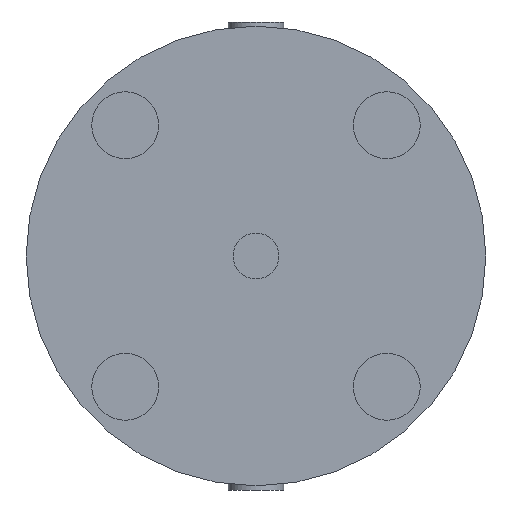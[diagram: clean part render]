
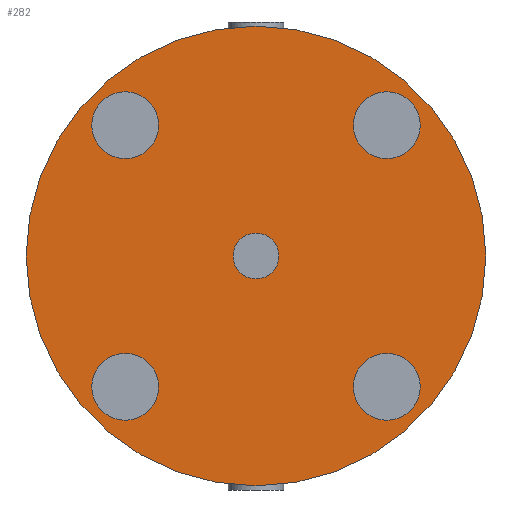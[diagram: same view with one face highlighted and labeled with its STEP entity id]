
A CAD part, front view. The second image highlights one B-rep face of the part: STEP entity #282.
In plain terms, the highlighted planar face has unit normal (0, -1, 0).
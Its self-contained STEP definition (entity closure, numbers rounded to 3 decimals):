
#5 = EDGE_CURVE ( 'NONE', #1382, #433, #420, .T. ) ;
#13 = ORIENTED_EDGE ( 'NONE', *, *, #425, .F. ) ;
#24 = EDGE_LOOP ( 'NONE', ( #1139, #426 ) ) ;
#52 = CARTESIAN_POINT ( 'NONE',  ( 3.13, 0., 3.13 ) ) ;
#60 = AXIS2_PLACEMENT_3D ( 'NONE', #1030, #381, #1147 ) ;
#63 = CARTESIAN_POINT ( 'NONE',  ( 0., 0., 0. ) ) ;
#74 = DIRECTION ( 'NONE',  ( 0., 0., -1. ) ) ;
#93 = VERTEX_POINT ( 'NONE', #1228 ) ;
#100 = EDGE_LOOP ( 'NONE', ( #13, #414 ) ) ;
#102 = FACE_OUTER_BOUND ( 'NONE', #24, .T. ) ;
#106 = ORIENTED_EDGE ( 'NONE', *, *, #484, .F. ) ;
#142 = FACE_BOUND ( 'NONE', #100, .T. ) ;
#153 = EDGE_LOOP ( 'NONE', ( #415, #106 ) ) ;
#185 = CARTESIAN_POINT ( 'NONE',  ( 3.13, 0., 3.13 ) ) ;
#186 = DIRECTION ( 'NONE',  ( 0., -1., 0. ) ) ;
#194 = PLANE ( 'NONE',  #319 ) ;
#195 = EDGE_CURVE ( 'NONE', #93, #1085, #215, .T. ) ;
#215 = CIRCLE ( 'NONE', #454, 5.5 ) ;
#230 = AXIS2_PLACEMENT_3D ( 'NONE', #185, #848, #74 ) ;
#241 = CIRCLE ( 'NONE', #1168, 0.8 ) ;
#252 = CIRCLE ( 'NONE', #543, 0.8 ) ;
#255 = DIRECTION ( 'NONE',  ( 0., -1., 0. ) ) ;
#258 = CARTESIAN_POINT ( 'NONE',  ( -3.13, 0., 2.33 ) ) ;
#282 = ADVANCED_FACE ( 'NONE', ( #142, #1016, #978, #694, #411, #102 ), #194, .T. ) ;
#287 = CARTESIAN_POINT ( 'NONE',  ( -3.13, 0., 3.13 ) ) ;
#295 = ORIENTED_EDGE ( 'NONE', *, *, #5, .F. ) ;
#299 = DIRECTION ( 'NONE',  ( 0., 0., -1. ) ) ;
#312 = DIRECTION ( 'NONE',  ( 0., 0., -1. ) ) ;
#319 = AXIS2_PLACEMENT_3D ( 'NONE', #1075, #419, #1190 ) ;
#358 = VERTEX_POINT ( 'NONE', #1198 ) ;
#375 = DIRECTION ( 'NONE',  ( 0., -1., 0. ) ) ;
#381 = DIRECTION ( 'NONE',  ( 0., -1., 0. ) ) ;
#391 = DIRECTION ( 'NONE',  ( 0., 0., -1. ) ) ;
#411 = FACE_BOUND ( 'NONE', #153, .T. ) ;
#414 = ORIENTED_EDGE ( 'NONE', *, *, #1241, .F. ) ;
#415 = ORIENTED_EDGE ( 'NONE', *, *, #1320, .F. ) ;
#419 = DIRECTION ( 'NONE',  ( 0., -1., 0. ) ) ;
#420 = CIRCLE ( 'NONE', #1095, 0.8 ) ;
#421 = VERTEX_POINT ( 'NONE', #659 ) ;
#425 = EDGE_CURVE ( 'NONE', #1248, #674, #1385, .T. ) ;
#426 = ORIENTED_EDGE ( 'NONE', *, *, #195, .T. ) ;
#431 = EDGE_CURVE ( 'NONE', #1025, #661, #241, .T. ) ;
#433 = VERTEX_POINT ( 'NONE', #1096 ) ;
#444 = DIRECTION ( 'NONE',  ( 0., -1., 0. ) ) ;
#454 = AXIS2_PLACEMENT_3D ( 'NONE', #849, #186, #948 ) ;
#470 = CARTESIAN_POINT ( 'NONE',  ( -3.13, 0., 3.13 ) ) ;
#484 = EDGE_CURVE ( 'NONE', #421, #358, #675, .T. ) ;
#497 = CARTESIAN_POINT ( 'NONE',  ( 0., 0., 0. ) ) ;
#516 = CARTESIAN_POINT ( 'NONE',  ( -3.13, 0., -3.13 ) ) ;
#520 = EDGE_CURVE ( 'NONE', #661, #1025, #1126, .T. ) ;
#543 = AXIS2_PLACEMENT_3D ( 'NONE', #287, #1042, #391 ) ;
#545 = ORIENTED_EDGE ( 'NONE', *, *, #431, .F. ) ;
#590 = EDGE_CURVE ( 'NONE', #1036, #1114, #252, .T. ) ;
#592 = DIRECTION ( 'NONE',  ( 0., 0., -1. ) ) ;
#611 = CARTESIAN_POINT ( 'NONE',  ( -3.13, 0., -3.13 ) ) ;
#615 = DIRECTION ( 'NONE',  ( 0., 0., -1. ) ) ;
#659 = CARTESIAN_POINT ( 'NONE',  ( 0., 0., -0.55 ) ) ;
#661 = VERTEX_POINT ( 'NONE', #1307 ) ;
#674 = VERTEX_POINT ( 'NONE', #1098 ) ;
#675 = CIRCLE ( 'NONE', #919, 0.55 ) ;
#694 = FACE_BOUND ( 'NONE', #1171, .T. ) ;
#698 = CIRCLE ( 'NONE', #1089, 0.55 ) ;
#790 = AXIS2_PLACEMENT_3D ( 'NONE', #1018, #375, #1138 ) ;
#817 = CARTESIAN_POINT ( 'NONE',  ( 0., 0., -5.5 ) ) ;
#827 = DIRECTION ( 'NONE',  ( 0., 0., -1. ) ) ;
#831 = ORIENTED_EDGE ( 'NONE', *, *, #520, .F. ) ;
#848 = DIRECTION ( 'NONE',  ( 0., -1., 0. ) ) ;
#849 = CARTESIAN_POINT ( 'NONE',  ( 0., 0., 0. ) ) ;
#880 = EDGE_CURVE ( 'NONE', #1114, #1036, #1049, .T. ) ;
#881 = AXIS2_PLACEMENT_3D ( 'NONE', #470, #1235, #592 ) ;
#910 = CARTESIAN_POINT ( 'NONE',  ( 3.13, 0., -2.33 ) ) ;
#919 = AXIS2_PLACEMENT_3D ( 'NONE', #63, #936, #299 ) ;
#924 = DIRECTION ( 'NONE',  ( 0., -1., 0. ) ) ;
#936 = DIRECTION ( 'NONE',  ( 0., -1., 0. ) ) ;
#937 = EDGE_LOOP ( 'NONE', ( #295, #963 ) ) ;
#948 = DIRECTION ( 'NONE',  ( 0., 0., -1. ) ) ;
#963 = ORIENTED_EDGE ( 'NONE', *, *, #1336, .F. ) ;
#978 = FACE_BOUND ( 'NONE', #1299, .T. ) ;
#998 = AXIS2_PLACEMENT_3D ( 'NONE', #1103, #444, #1208 ) ;
#1010 = DIRECTION ( 'NONE',  ( 0., 0., -1. ) ) ;
#1016 = FACE_BOUND ( 'NONE', #937, .T. ) ;
#1018 = CARTESIAN_POINT ( 'NONE',  ( 3.13, 0., -3.13 ) ) ;
#1021 = CARTESIAN_POINT ( 'NONE',  ( -3.13, 0., 3.93 ) ) ;
#1025 = VERTEX_POINT ( 'NONE', #1125 ) ;
#1030 = CARTESIAN_POINT ( 'NONE',  ( 0., 0., 0. ) ) ;
#1036 = VERTEX_POINT ( 'NONE', #258 ) ;
#1042 = DIRECTION ( 'NONE',  ( 0., -1., 0. ) ) ;
#1049 = CIRCLE ( 'NONE', #881, 0.8 ) ;
#1075 = CARTESIAN_POINT ( 'NONE',  ( 0., 0., -5.5 ) ) ;
#1085 = VERTEX_POINT ( 'NONE', #817 ) ;
#1089 = AXIS2_PLACEMENT_3D ( 'NONE', #497, #1263, #615 ) ;
#1095 = AXIS2_PLACEMENT_3D ( 'NONE', #516, #1280, #312 ) ;
#1096 = CARTESIAN_POINT ( 'NONE',  ( -3.13, 0., -3.93 ) ) ;
#1098 = CARTESIAN_POINT ( 'NONE',  ( 3.13, 0., -3.93 ) ) ;
#1100 = EDGE_CURVE ( 'NONE', #1085, #93, #1130, .T. ) ;
#1103 = CARTESIAN_POINT ( 'NONE',  ( 3.13, 0., -3.13 ) ) ;
#1114 = VERTEX_POINT ( 'NONE', #1021 ) ;
#1125 = CARTESIAN_POINT ( 'NONE',  ( 3.13, 0., 2.33 ) ) ;
#1126 = CIRCLE ( 'NONE', #230, 0.8 ) ;
#1130 = CIRCLE ( 'NONE', #60, 5.5 ) ;
#1138 = DIRECTION ( 'NONE',  ( 0., 0., -1. ) ) ;
#1139 = ORIENTED_EDGE ( 'NONE', *, *, #1100, .T. ) ;
#1147 = DIRECTION ( 'NONE',  ( 0., 0., -1. ) ) ;
#1168 = AXIS2_PLACEMENT_3D ( 'NONE', #52, #924, #827 ) ;
#1171 = EDGE_LOOP ( 'NONE', ( #1186, #1418 ) ) ;
#1185 = AXIS2_PLACEMENT_3D ( 'NONE', #611, #255, #1010 ) ;
#1186 = ORIENTED_EDGE ( 'NONE', *, *, #880, .F. ) ;
#1190 = DIRECTION ( 'NONE',  ( 0., 0., -1. ) ) ;
#1198 = CARTESIAN_POINT ( 'NONE',  ( 0., 0., 0.55 ) ) ;
#1208 = DIRECTION ( 'NONE',  ( 0., 0., -1. ) ) ;
#1228 = CARTESIAN_POINT ( 'NONE',  ( 0., 0., 5.5 ) ) ;
#1235 = DIRECTION ( 'NONE',  ( 0., -1., 0. ) ) ;
#1241 = EDGE_CURVE ( 'NONE', #674, #1248, #1316, .T. ) ;
#1244 = CIRCLE ( 'NONE', #1185, 0.8 ) ;
#1248 = VERTEX_POINT ( 'NONE', #910 ) ;
#1263 = DIRECTION ( 'NONE',  ( 0., -1., 0. ) ) ;
#1280 = DIRECTION ( 'NONE',  ( 0., -1., 0. ) ) ;
#1299 = EDGE_LOOP ( 'NONE', ( #831, #545 ) ) ;
#1307 = CARTESIAN_POINT ( 'NONE',  ( 3.13, 0., 3.93 ) ) ;
#1316 = CIRCLE ( 'NONE', #790, 0.8 ) ;
#1320 = EDGE_CURVE ( 'NONE', #358, #421, #698, .T. ) ;
#1336 = EDGE_CURVE ( 'NONE', #433, #1382, #1244, .T. ) ;
#1363 = CARTESIAN_POINT ( 'NONE',  ( -3.13, 0., -2.33 ) ) ;
#1382 = VERTEX_POINT ( 'NONE', #1363 ) ;
#1385 = CIRCLE ( 'NONE', #998, 0.8 ) ;
#1418 = ORIENTED_EDGE ( 'NONE', *, *, #590, .F. ) ;
